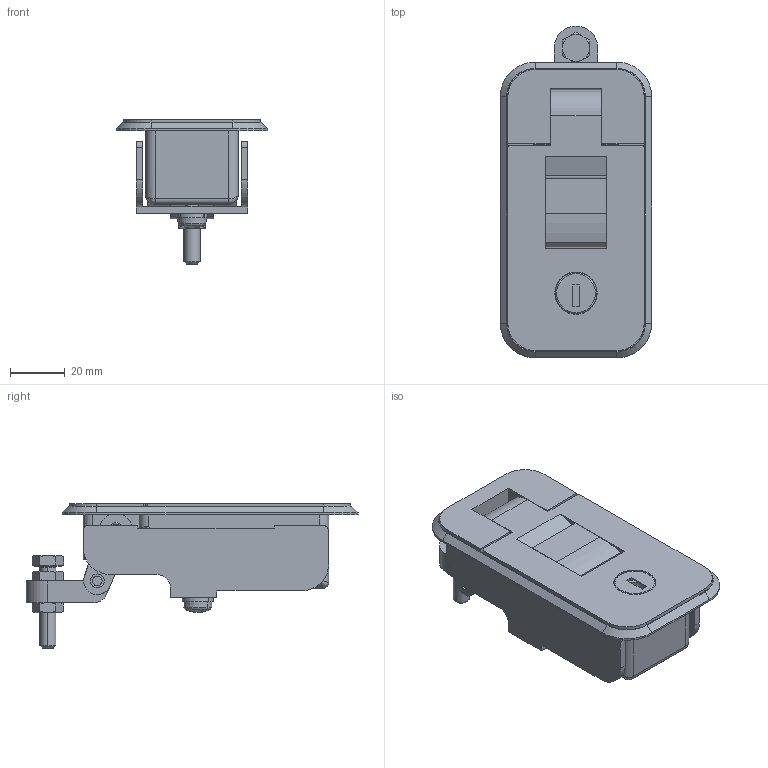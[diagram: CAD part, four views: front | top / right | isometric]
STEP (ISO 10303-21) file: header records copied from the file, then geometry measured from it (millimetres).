
FILE_DESCRIPTION (( 'STEP AP203' ), '1' );
FILE_NAME ('A-309-1S-1-SP.STEP', '2019-08-07T08:14:30', ( '' ), ( '' ), 'SwSTEP 2.0', 'SolidWorks 2014', '' );
FILE_SCHEMA (( 'CONFIG_CONTROL_DESIGN' ));
Length unit declared in the file: millimetre
Products named in the file (12): A-309-1S-1-SP_レバー_; A-309-1S-1-SP_十字穴付小ねじ_内径基準ver1.02__M6x12十字穴付なべ小ねじ(鉄)SWシングルセムス(P2); A-309-1S-1-SP_パッキン_; A-309-1S-1-SP_M6ƒ{ƒ‹ƒg(l=30)__JIS B 1180 Continuous thread hexagon head bolt A M6 x 16 --N; A-309-1D-1-SP_傾乕儉俙_; A-309-1S-1-SP_傾乕儉B_; A-309-1S-1-SP_ボタン_; A-309-1S-1-SP_本体_; A-309-1S-1-SP_六角ナットver1.01__M6ナット(SUS)3種_呼び径基準; A-309-1S-1-SP_押え板_; A-309-1S-1-SP; A-309-1S-1-SP_キャップ_
Assembly tree (12 placements, depth 2):
  A-309-1S-1-SP
    A-309-1S-1-SP_本体_
    A-309-1S-1-SP_レバー_
    A-309-1D-1-SP_傾乕儉俙_
    A-309-1S-1-SP_押え板_
    A-309-1S-1-SP_パッキン_
    A-309-1S-1-SP_ボタン_
    A-309-1S-1-SP_キャップ_
    A-309-1S-1-SP_M6ƒ{ƒ‹ƒg(l=30)__JIS B 1180 Continuous thread hexagon head bolt A M6 x 16 --N
    A-309-1S-1-SP_六角ナットver1.01__M6ナット(SUS)3種_呼び径基準  x2
    A-309-1S-1-SP_十字穴付小ねじ_内径基準ver1.02__M6x12十字穴付なべ小ねじ(鉄)SWシングルセムス(P2)
    A-309-1S-1-SP_傾乕儉B_
Bounding box: 55.5 x 121.75 x 53 mm (x, y, z)
Volume: 64934.2 mm3; surface area: 63093.6 mm2
Topology: 12 solids, 12 shells, 539 faces, 1379 edges, 868 vertices
Faces by surface type: plane 304, cylinder 161, cone 54, torus 10, bspline 6, sphere 4
Entity records: 17307 total; most frequent: CARTESIAN_POINT 3343, DIRECTION 2699, ORIENTED_EDGE 2630, EDGE_CURVE 1315, AXIS2_PLACEMENT_3D 940, VERTEX_POINT 836, VECTOR 819, LINE 819
